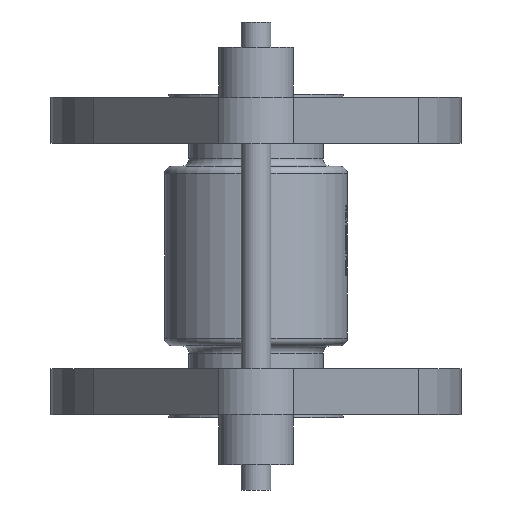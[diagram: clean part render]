
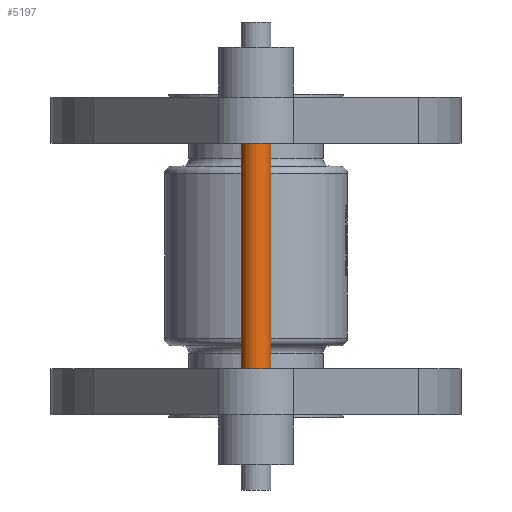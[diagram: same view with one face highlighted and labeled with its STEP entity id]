
A CAD part, front view. The second image highlights one B-rep face of the part: STEP entity #5197.
In plain terms, the highlighted cylindrical face has radius 6 mm (diameter 12 mm), a partial arc.
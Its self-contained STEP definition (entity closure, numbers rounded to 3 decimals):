
#310 = CARTESIAN_POINT ( 'NONE',  ( 6., -104., -157.8 ) ) ;
#1149 = VERTEX_POINT ( 'NONE', #23133 ) ;
#1465 = EDGE_CURVE ( 'NONE', #27840, #13961, #27402, .T. ) ;
#1778 = AXIS2_PLACEMENT_3D ( 'NONE', #9306, #14291, #6907 ) ;
#4455 = VECTOR ( 'NONE', #10861, 1000. ) ;
#4703 = EDGE_CURVE ( 'NONE', #29180, #1149, #14723, .T. ) ;
#4907 = DIRECTION ( 'NONE',  ( 0., 0., 1. ) ) ;
#4953 = DIRECTION ( 'NONE',  ( -1., 0., 0. ) ) ;
#4963 = LINE ( 'NONE', #310, #7452 ) ;
#5000 = AXIS2_PLACEMENT_3D ( 'NONE', #26938, #27399, #4953 ) ;
#5197 = ADVANCED_FACE ( 'NONE', ( #9929 ), #7355, .T. ) ;
#5403 = EDGE_CURVE ( 'NONE', #27840, #29180, #8624, .T. ) ;
#5891 = CARTESIAN_POINT ( 'NONE',  ( -6., -104., -157.8 ) ) ;
#6759 = EDGE_LOOP ( 'NONE', ( #27951, #21139, #23202, #21528 ) ) ;
#6907 = DIRECTION ( 'NONE',  ( 1., 0., 0. ) ) ;
#7355 = CYLINDRICAL_SURFACE ( 'NONE', #5000, 6. ) ;
#7452 = VECTOR ( 'NONE', #19552, 1000. ) ;
#7477 = CARTESIAN_POINT ( 'NONE',  ( 0., -104., -18.5 ) ) ;
#8135 = EDGE_CURVE ( 'NONE', #13961, #1149, #4963, .T. ) ;
#8624 = LINE ( 'NONE', #5891, #4455 ) ;
#9306 = CARTESIAN_POINT ( 'NONE',  ( 0., -104., -109.1 ) ) ;
#9929 = FACE_OUTER_BOUND ( 'NONE', #6759, .T. ) ;
#10861 = DIRECTION ( 'NONE',  ( 0., 0., 1. ) ) ;
#13961 = VERTEX_POINT ( 'NONE', #30547 ) ;
#14291 = DIRECTION ( 'NONE',  ( 0., 0., 1. ) ) ;
#14723 = CIRCLE ( 'NONE', #18795, 6. ) ;
#18795 = AXIS2_PLACEMENT_3D ( 'NONE', #7477, #4907, #29450 ) ;
#19552 = DIRECTION ( 'NONE',  ( 0., 0., 1. ) ) ;
#21139 = ORIENTED_EDGE ( 'NONE', *, *, #8135, .T. ) ;
#21528 = ORIENTED_EDGE ( 'NONE', *, *, #5403, .F. ) ;
#23133 = CARTESIAN_POINT ( 'NONE',  ( 6., -104., -18.5 ) ) ;
#23202 = ORIENTED_EDGE ( 'NONE', *, *, #4703, .F. ) ;
#24333 = CARTESIAN_POINT ( 'NONE',  ( -6., -104., -18.5 ) ) ;
#26938 = CARTESIAN_POINT ( 'NONE',  ( 0., -104., -157.8 ) ) ;
#27399 = DIRECTION ( 'NONE',  ( 0., 0., 1. ) ) ;
#27402 = CIRCLE ( 'NONE', #1778, 6. ) ;
#27840 = VERTEX_POINT ( 'NONE', #30404 ) ;
#27951 = ORIENTED_EDGE ( 'NONE', *, *, #1465, .T. ) ;
#29180 = VERTEX_POINT ( 'NONE', #24333 ) ;
#29450 = DIRECTION ( 'NONE',  ( 1., 0., 0. ) ) ;
#30404 = CARTESIAN_POINT ( 'NONE',  ( -6., -104., -109.1 ) ) ;
#30547 = CARTESIAN_POINT ( 'NONE',  ( 6., -104., -109.1 ) ) ;
